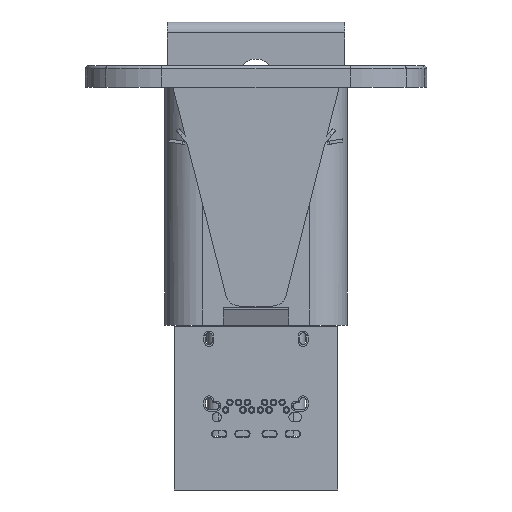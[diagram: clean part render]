
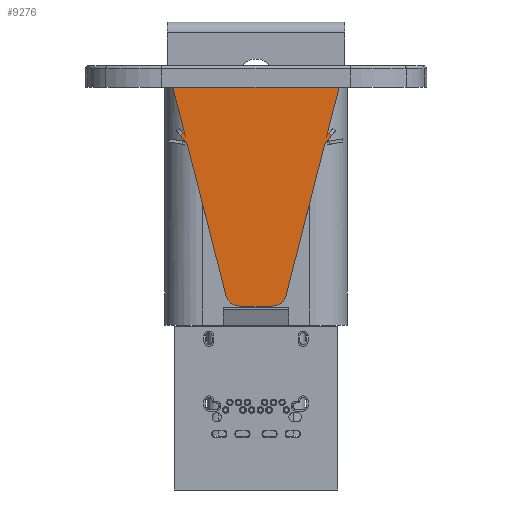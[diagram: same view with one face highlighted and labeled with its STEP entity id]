
A CAD part, front view. The second image highlights one B-rep face of the part: STEP entity #9276.
In plain terms, the highlighted planar face has unit normal (0, -1, 0).
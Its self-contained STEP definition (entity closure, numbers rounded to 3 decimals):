
#1196=DIRECTION('',(1.,0.,0.));
#1197=VECTOR('',#1196,15.285);
#1198=CARTESIAN_POINT('',(-7.643,-4.375,-2.15));
#1199=LINE('',#1198,#1197);
#1594=DIRECTION('',(0.247,0.,0.969));
#1595=VECTOR('',#1594,14.24);
#1596=CARTESIAN_POINT('',(2.76,-4.375,-21.272));
#1597=LINE('',#1596,#1595);
#1598=CARTESIAN_POINT('',(1.5,-4.375,-20.95));
#1599=DIRECTION('',(0.,-1.,0.));
#1600=DIRECTION('',(0.,0.,-1.));
#1601=AXIS2_PLACEMENT_3D('',#1598,#1599,#1600);
#1603=DIRECTION('',(1.,0.,0.));
#1604=VECTOR('',#1603,3.);
#1605=CARTESIAN_POINT('',(-1.5,-4.375,-22.25));
#1606=LINE('',#1605,#1604);
#1607=CARTESIAN_POINT('',(-1.5,-4.375,-20.95));
#1608=DIRECTION('',(0.,-1.,0.));
#1609=DIRECTION('',(-0.969,0.,-0.247));
#1610=AXIS2_PLACEMENT_3D('',#1607,#1608,#1609);
#1612=DIRECTION('',(0.247,0.,-0.969));
#1613=VECTOR('',#1612,14.24);
#1614=CARTESIAN_POINT('',(-6.283,-4.375,-7.474));
#1615=LINE('',#1614,#1613);
#1616=DIRECTION('',(0.345,0.,-0.938));
#1617=VECTOR('',#1616,0.169);
#1618=CARTESIAN_POINT('',(-6.351,-4.375,-7.286));
#1619=LINE('',#1618,#1617);
#1620=CARTESIAN_POINT('',(-6.538,-4.375,-7.355));
#1621=DIRECTION('',(0.,1.,0.));
#1622=DIRECTION('',(0.764,0.,0.645));
#1623=AXIS2_PLACEMENT_3D('',#1620,#1621,#1622);
#1625=DIRECTION('',(0.645,0.,-0.764));
#1626=VECTOR('',#1625,0.9);
#1627=CARTESIAN_POINT('',(-6.966,-4.375,-6.539));
#1628=LINE('',#1627,#1626);
#1629=DIRECTION('',(0.764,0.,0.645));
#1630=VECTOR('',#1629,0.3);
#1631=CARTESIAN_POINT('',(-6.966,-4.375,-6.539));
#1632=LINE('',#1631,#1630);
#1633=DIRECTION('',(0.645,0.,-0.764));
#1634=VECTOR('',#1633,0.368);
#1635=CARTESIAN_POINT('',(-6.737,-4.375,-6.345));
#1636=LINE('',#1635,#1634);
#1637=DIRECTION('',(-0.247,0.,0.969));
#1638=VECTOR('',#1637,4.62);
#1639=CARTESIAN_POINT('',(-6.5,-4.375,-6.626));
#1640=LINE('',#1639,#1638);
#1641=DIRECTION('',(-0.247,0.,-0.969));
#1642=VECTOR('',#1641,4.62);
#1643=CARTESIAN_POINT('',(7.643,-4.375,-2.15));
#1644=LINE('',#1643,#1642);
#1645=DIRECTION('',(0.645,0.,0.764));
#1646=VECTOR('',#1645,0.368);
#1647=CARTESIAN_POINT('',(6.5,-4.375,-6.626));
#1648=LINE('',#1647,#1646);
#1649=DIRECTION('',(-0.764,0.,0.645));
#1650=VECTOR('',#1649,0.3);
#1651=CARTESIAN_POINT('',(6.966,-4.375,-6.539));
#1652=LINE('',#1651,#1650);
#1653=DIRECTION('',(0.645,0.,0.764));
#1654=VECTOR('',#1653,0.9);
#1655=CARTESIAN_POINT('',(6.386,-4.375,-7.226));
#1656=LINE('',#1655,#1654);
#1657=CARTESIAN_POINT('',(6.538,-4.375,-7.355));
#1658=DIRECTION('',(0.,1.,0.));
#1659=DIRECTION('',(-0.938,0.,0.345));
#1660=AXIS2_PLACEMENT_3D('',#1657,#1658,#1659);
#1662=DIRECTION('',(0.345,0.,0.938));
#1663=VECTOR('',#1662,0.169);
#1664=CARTESIAN_POINT('',(6.292,-4.375,-7.445));
#1665=LINE('',#1664,#1663);
#1885=CARTESIAN_POINT('',(6.574,-4.375,-7.548));
#1886=DIRECTION('',(0.,-1.,0.));
#1887=DIRECTION('',(-0.938,0.,0.345));
#1888=AXIS2_PLACEMENT_3D('',#1885,#1886,#1887);
#4168=CARTESIAN_POINT('',(-6.574,-4.375,-7.548));
#4169=DIRECTION('',(0.,-1.,0.));
#4170=DIRECTION('',(0.969,0.,0.247));
#4171=AXIS2_PLACEMENT_3D('',#4168,#4169,#4170);
#5951=CARTESIAN_POINT('',(-1.5,-4.375,-22.25));
#5952=CARTESIAN_POINT('',(1.5,-4.375,-22.25));
#5953=VERTEX_POINT('',#5951);
#5954=VERTEX_POINT('',#5952);
#5961=CARTESIAN_POINT('',(2.76,-4.375,-21.272));
#5962=VERTEX_POINT('',#5961);
#5967=CARTESIAN_POINT('',(-2.76,-4.375,-21.272));
#5968=VERTEX_POINT('',#5967);
#5975=CARTESIAN_POINT('',(6.351,-4.375,-7.286));
#5976=CARTESIAN_POINT('',(6.386,-4.375,-7.226));
#5977=VERTEX_POINT('',#5975);
#5978=VERTEX_POINT('',#5976);
#5983=CARTESIAN_POINT('',(-6.386,-4.375,-7.226));
#5984=CARTESIAN_POINT('',(-6.351,-4.375,-7.286));
#5985=VERTEX_POINT('',#5983);
#5986=VERTEX_POINT('',#5984);
#6000=CARTESIAN_POINT('',(-6.737,-4.375,-6.345));
#6002=VERTEX_POINT('',#6000);
#6003=CARTESIAN_POINT('',(-6.966,-4.375,-6.539));
#6004=VERTEX_POINT('',#6003);
#6007=CARTESIAN_POINT('',(6.737,-4.375,-6.345));
#6009=VERTEX_POINT('',#6007);
#6013=CARTESIAN_POINT('',(6.966,-4.375,-6.539));
#6014=VERTEX_POINT('',#6013);
#6023=CARTESIAN_POINT('',(6.292,-4.375,-7.445));
#6024=VERTEX_POINT('',#6023);
#6025=CARTESIAN_POINT('',(6.283,-4.375,-7.474));
#6026=VERTEX_POINT('',#6025);
#6031=CARTESIAN_POINT('',(-6.283,-4.375,-7.474));
#6032=VERTEX_POINT('',#6031);
#6035=CARTESIAN_POINT('',(-6.292,-4.375,-7.445));
#6036=VERTEX_POINT('',#6035);
#6838=CARTESIAN_POINT('',(7.643,-4.375,-2.15));
#6839=CARTESIAN_POINT('',(6.5,-4.375,-6.626));
#6840=VERTEX_POINT('',#6838);
#6841=VERTEX_POINT('',#6839);
#6842=CARTESIAN_POINT('',(-6.5,-4.375,-6.626));
#6843=CARTESIAN_POINT('',(-7.643,-4.375,-2.15));
#6844=VERTEX_POINT('',#6842);
#6845=VERTEX_POINT('',#6843);
#9232=CARTESIAN_POINT('',(0.,-4.375,-22.1));
#9233=DIRECTION('',(0.,-1.,0.));
#9234=DIRECTION('',(1.,0.,0.));
#9235=AXIS2_PLACEMENT_3D('',#9232,#9233,#9234);
#9236=PLANE('',#9235);
#9237=ORIENTED_EDGE('',*,*,#8685,.F.);
#9239=ORIENTED_EDGE('',*,*,#9238,.F.);
#9241=ORIENTED_EDGE('',*,*,#9240,.F.);
#9243=ORIENTED_EDGE('',*,*,#9242,.F.);
#9245=ORIENTED_EDGE('',*,*,#9244,.F.);
#9247=ORIENTED_EDGE('',*,*,#9246,.T.);
#9249=ORIENTED_EDGE('',*,*,#9248,.F.);
#9251=ORIENTED_EDGE('',*,*,#9250,.F.);
#9253=ORIENTED_EDGE('',*,*,#9252,.F.);
#9255=ORIENTED_EDGE('',*,*,#9254,.T.);
#9257=ORIENTED_EDGE('',*,*,#9256,.T.);
#9259=ORIENTED_EDGE('',*,*,#9258,.T.);
#9260=ORIENTED_EDGE('',*,*,#8773,.T.);
#9261=ORIENTED_EDGE('',*,*,#8595,.T.);
#9263=ORIENTED_EDGE('',*,*,#9262,.T.);
#9265=ORIENTED_EDGE('',*,*,#9264,.F.);
#9267=ORIENTED_EDGE('',*,*,#9266,.F.);
#9269=ORIENTED_EDGE('',*,*,#9268,.F.);
#9271=ORIENTED_EDGE('',*,*,#9270,.F.);
#9273=ORIENTED_EDGE('',*,*,#9272,.T.);
#9274=EDGE_LOOP('',(#9237,#9239,#9241,#9243,#9245,#9247,#9249,#9251,#9253,#9255,
#9257,#9259,#9260,#9261,#9263,#9265,#9267,#9269,#9271,#9273));
#9275=FACE_OUTER_BOUND('',#9274,.F.);
#9276=ADVANCED_FACE('',(#9275),#9236,.T.);
#1602=CIRCLE('',#1601,1.3);
#1611=CIRCLE('',#1610,1.3);
#1624=CIRCLE('',#1623,0.2);
#1661=CIRCLE('',#1660,0.2);
#1889=CIRCLE('',#1888,0.3);
#4172=CIRCLE('',#4171,0.3);
#8595=EDGE_CURVE('',#6840,#6841,#1644,.T.);
#8685=EDGE_CURVE('',#5962,#6026,#1597,.T.);
#8773=EDGE_CURVE('',#6845,#6840,#1199,.T.);
#9238=EDGE_CURVE('',#5954,#5962,#1602,.T.);
#9240=EDGE_CURVE('',#5953,#5954,#1606,.T.);
#9242=EDGE_CURVE('',#5968,#5953,#1611,.T.);
#9244=EDGE_CURVE('',#6032,#5968,#1615,.T.);
#9246=EDGE_CURVE('',#6032,#6036,#4172,.T.);
#9248=EDGE_CURVE('',#5986,#6036,#1619,.T.);
#9250=EDGE_CURVE('',#5985,#5986,#1624,.T.);
#9252=EDGE_CURVE('',#6004,#5985,#1628,.T.);
#9254=EDGE_CURVE('',#6004,#6002,#1632,.T.);
#9256=EDGE_CURVE('',#6002,#6844,#1636,.T.);
#9258=EDGE_CURVE('',#6844,#6845,#1640,.T.);
#9262=EDGE_CURVE('',#6841,#6009,#1648,.T.);
#9264=EDGE_CURVE('',#6014,#6009,#1652,.T.);
#9266=EDGE_CURVE('',#5978,#6014,#1656,.T.);
#9268=EDGE_CURVE('',#5977,#5978,#1661,.T.);
#9270=EDGE_CURVE('',#6024,#5977,#1665,.T.);
#9272=EDGE_CURVE('',#6024,#6026,#1889,.T.);
